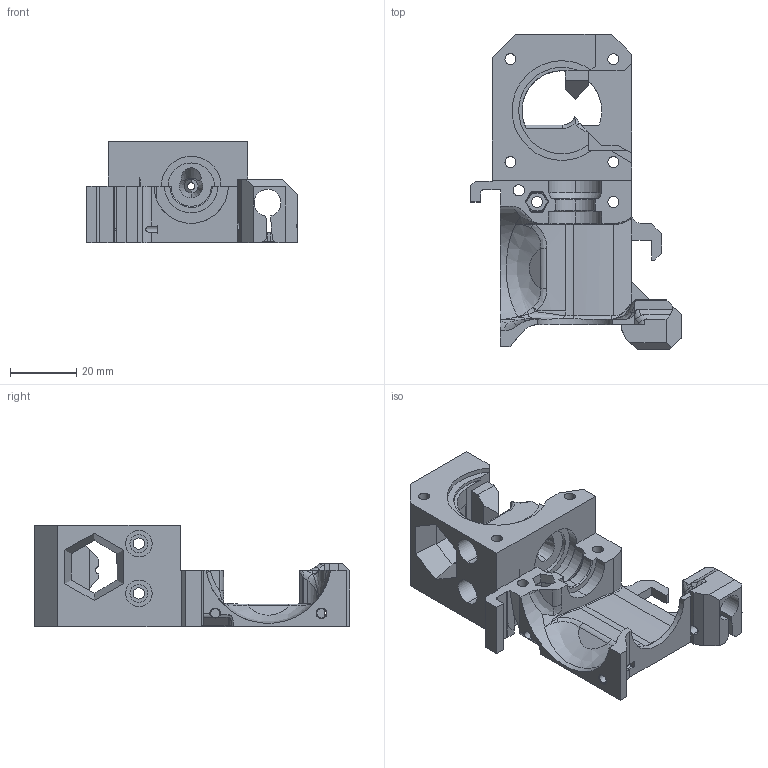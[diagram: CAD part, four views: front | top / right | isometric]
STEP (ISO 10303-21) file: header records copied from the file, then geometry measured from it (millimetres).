
FILE_DESCRIPTION (( 'STEP AP214' ), '1' );
FILE_NAME ('extruder-body(R3).STEP', '2018-08-02T15:33:24', ( '' ), ( '' ), 'SwSTEP 2.0', 'SolidWorks 2017', '' );
FILE_SCHEMA (( 'AUTOMOTIVE_DESIGN' ));
Length unit declared in the file: inch
Products named in the file (1): extruder-body(R3)
Bounding box: 63.5 x 95 x 30.5 mm (x, y, z)
Volume: 42541.7 mm3; surface area: 21756.8 mm2
Topology: 3 solids, 3 shells, 543 faces, 1520 edges, 986 vertices
Faces by surface type: plane 313, cylinder 122, bspline 78, cone 30
Entity records: 20643 total; most frequent: CARTESIAN_POINT 7174, ORIENTED_EDGE 3036, DIRECTION 2425, EDGE_CURVE 1518, VERTEX_POINT 986, VECTOR 985, LINE 985, AXIS2_PLACEMENT_3D 720
